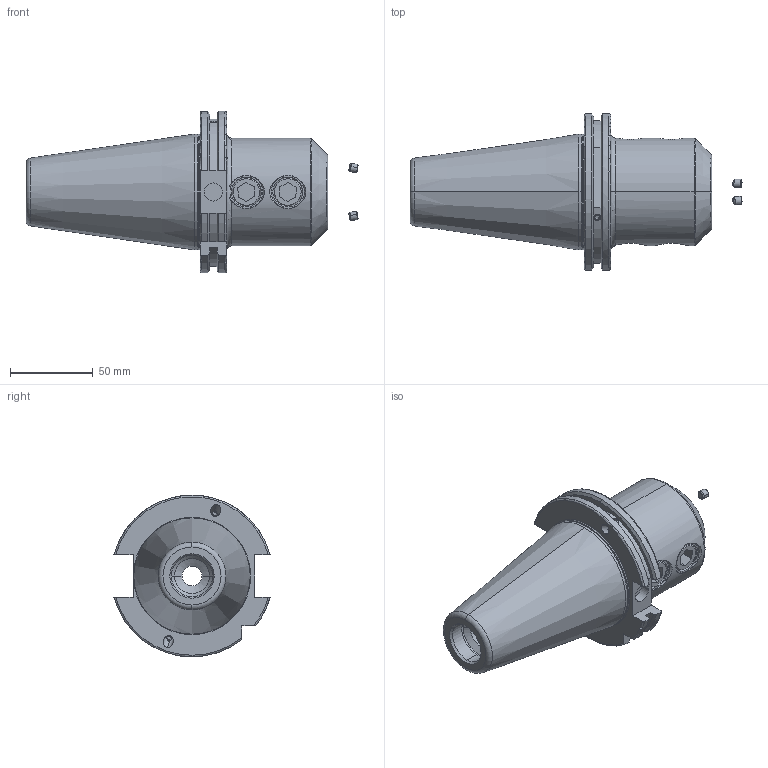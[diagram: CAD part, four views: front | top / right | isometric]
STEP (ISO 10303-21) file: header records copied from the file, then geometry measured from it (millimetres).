
FILE_DESCRIPTION (( 'STEP AP203' ), '1' );
FILE_NAME ('SK50 EK 25 080 FTC WW.STEP', '2014-09-03T13:34:40', ( 'SYS5' ), ( '' ), 'SwSTEP 2.0', 'SolidWorks 2009', '' );
FILE_SCHEMA (( 'CONFIG_CONTROL_DESIGN' ));
Length unit declared in the file: millimetre
Products named in the file (5): SK50 EK 25 080 FTC WW; Copy of M4X4_DIN 913 - M4 x 4-N; GS-M18X2X20; M5X5_DIN 913 - M5 x 5-N
Assembly tree (7 placements, depth 2):
  SK50 EK 25 080 FTC WW
    M5X5_DIN 913 - M5 x 5-N  x2
    Copy of M4X4_DIN 913 - M4 x 4-N  x2
    GS-M18X2X20  x2
    SK50 EK 25 080 FTC WW
Bounding box: 200.04 x 94.05 x 97.5 mm (x, y, z)
Volume: 489593.8 mm3; surface area: 66695.1 mm2
Topology: 7 solids, 7 shells, 233 faces, 564 edges, 357 vertices
Faces by surface type: plane 86, cylinder 69, cone 52, torus 22, sphere 4
Entity records: 7196 total; most frequent: CARTESIAN_POINT 2110, DIRECTION 953, ORIENTED_EDGE 936, EDGE_CURVE 468, AXIS2_PLACEMENT_3D 378, VERTEX_POINT 297, EDGE_LOOP 215, LINE 197
